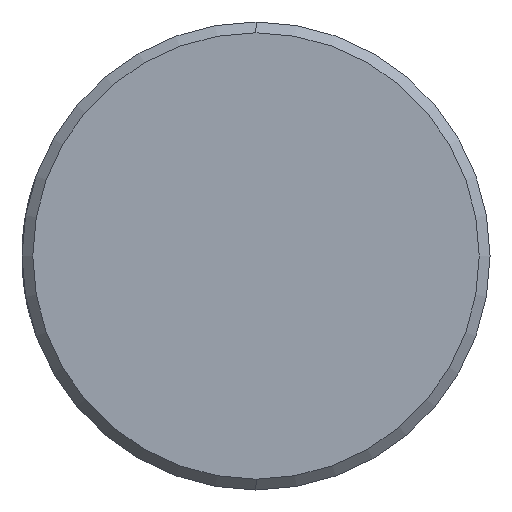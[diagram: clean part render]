
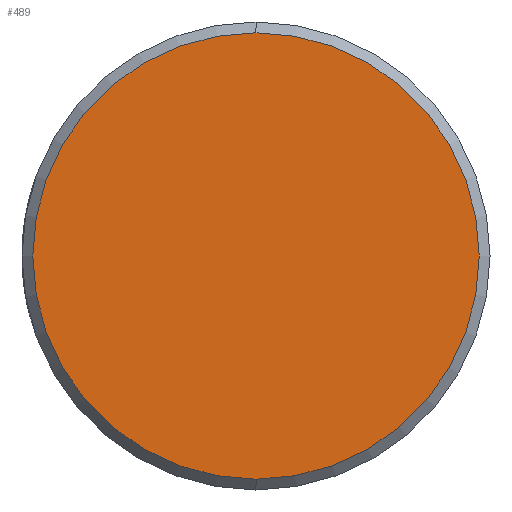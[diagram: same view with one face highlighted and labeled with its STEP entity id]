
A CAD part, left-side view. The second image highlights one B-rep face of the part: STEP entity #489.
In plain terms, the highlighted planar face has unit normal (-1, 0, 0).
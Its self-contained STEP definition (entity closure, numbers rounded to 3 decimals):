
#104 = VERTEX_POINT ( 'NONE', #163 ) ;
#163 = CARTESIAN_POINT ( 'NONE',  ( -5., 0., -6.2 ) ) ;
#252 = EDGE_CURVE ( 'NONE', #104, #573, #1023, .T. ) ;
#345 = DIRECTION ( 'NONE',  ( -1., 0., 0. ) ) ;
#349 = CARTESIAN_POINT ( 'NONE',  ( -5., 0., 6.2 ) ) ;
#351 = ORIENTED_EDGE ( 'NONE', *, *, #252, .T. ) ;
#450 = CARTESIAN_POINT ( 'NONE',  ( -5., 0., 0. ) ) ;
#489 = ADVANCED_FACE ( 'NONE', ( #690 ), #950, .T. ) ;
#531 = DIRECTION ( 'NONE',  ( -1., 0., 0. ) ) ;
#573 = VERTEX_POINT ( 'NONE', #349 ) ;
#613 = DIRECTION ( 'NONE',  ( 0., 0., 1. ) ) ;
#660 = AXIS2_PLACEMENT_3D ( 'NONE', #450, #345, #1050 ) ;
#683 = AXIS2_PLACEMENT_3D ( 'NONE', #741, #718, #613 ) ;
#690 = FACE_OUTER_BOUND ( 'NONE', #928, .T. ) ;
#718 = DIRECTION ( 'NONE',  ( -1., 0., 0. ) ) ;
#741 = CARTESIAN_POINT ( 'NONE',  ( -5., 0., 0. ) ) ;
#928 = EDGE_LOOP ( 'NONE', ( #351, #1215 ) ) ;
#950 = PLANE ( 'NONE',  #660 ) ;
#1023 = CIRCLE ( 'NONE', #683, 6.2 ) ;
#1049 = EDGE_CURVE ( 'NONE', #573, #104, #1284, .T. ) ;
#1050 = DIRECTION ( 'NONE',  ( 0., 0., 1. ) ) ;
#1127 = CARTESIAN_POINT ( 'NONE',  ( -5., 0., 0. ) ) ;
#1148 = AXIS2_PLACEMENT_3D ( 'NONE', #1127, #531, #1228 ) ;
#1215 = ORIENTED_EDGE ( 'NONE', *, *, #1049, .T. ) ;
#1228 = DIRECTION ( 'NONE',  ( 0., 0., 1. ) ) ;
#1284 = CIRCLE ( 'NONE', #1148, 6.2 ) ;
